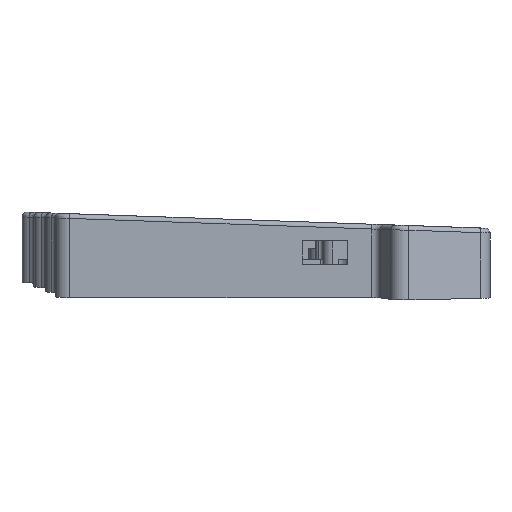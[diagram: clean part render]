
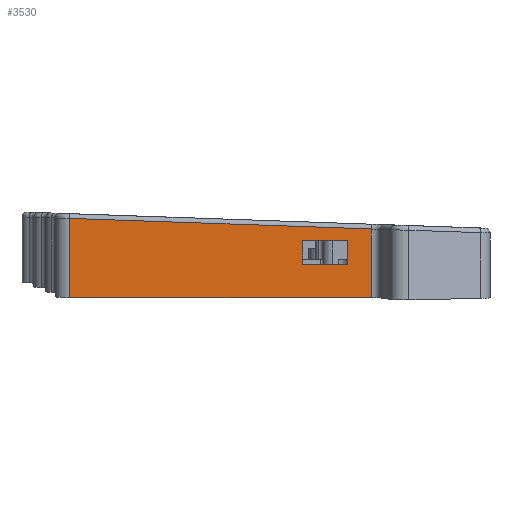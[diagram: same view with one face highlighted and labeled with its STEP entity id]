
A CAD part, left-side view. The second image highlights one B-rep face of the part: STEP entity #3530.
In plain terms, the highlighted planar face has unit normal (-1, 0, 0).
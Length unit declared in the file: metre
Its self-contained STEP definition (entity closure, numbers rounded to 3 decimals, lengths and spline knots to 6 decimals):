
#800=ORIENTED_EDGE('',*,*,#1517,.T.);
#801=ORIENTED_EDGE('',*,*,#1719,.F.);
#802=ORIENTED_EDGE('',*,*,#1720,.F.);
#803=ORIENTED_EDGE('',*,*,#1523,.T.);
#804=ORIENTED_EDGE('',*,*,#1721,.T.);
#805=ORIENTED_EDGE('',*,*,#1722,.T.);
#806=ORIENTED_EDGE('',*,*,#1716,.F.);
#807=ORIENTED_EDGE('',*,*,#1723,.F.);
#1517=EDGE_CURVE('',#2025,#2023,#2330,.T.);
#1523=EDGE_CURVE('',#2030,#2025,#2335,.T.);
#1716=EDGE_CURVE('',#2164,#2165,#2462,.T.);
#1719=EDGE_CURVE('',#2166,#2023,#2463,.T.);
#1720=EDGE_CURVE('',#2030,#2166,#2464,.T.);
#1721=EDGE_CURVE('',#2167,#2168,#2465,.T.);
#1722=EDGE_CURVE('',#2168,#2165,#2466,.T.);
#1723=EDGE_CURVE('',#2167,#2164,#2467,.T.);
#2023=VERTEX_POINT('',#5452);
#2025=VERTEX_POINT('',#5455);
#2030=VERTEX_POINT('',#5467);
#2164=VERTEX_POINT('',#5871);
#2165=VERTEX_POINT('',#5872);
#2166=VERTEX_POINT('',#5877);
#2167=VERTEX_POINT('',#5880);
#2168=VERTEX_POINT('',#5881);
#2330=LINE('',#5454,#2602);
#2335=LINE('',#5466,#2607);
#2462=LINE('',#5870,#2734);
#2463=LINE('',#5876,#2735);
#2464=LINE('',#5878,#2736);
#2465=LINE('',#5879,#2737);
#2466=LINE('',#5882,#2738);
#2467=LINE('',#5883,#2739);
#2602=VECTOR('',#4276,1.);
#2607=VECTOR('',#4285,1.);
#2734=VECTOR('',#4690,1.);
#2735=VECTOR('',#4697,1.);
#2736=VECTOR('',#4698,1.);
#2737=VECTOR('',#4699,1.);
#2738=VECTOR('',#4700,1.);
#2739=VECTOR('',#4701,1.);
#2911=EDGE_LOOP('',(#800,#801,#802,#803));
#2912=EDGE_LOOP('',(#804,#805,#806,#807));
#3186=FACE_BOUND('',#2911,.T.);
#3187=FACE_BOUND('',#2912,.T.);
#3400=PLANE('',#3868);
#3530=ADVANCED_FACE('',(#3186,#3187),#3400,.F.);
#3868=AXIS2_PLACEMENT_3D('',#5875,#4695,#4696);
#4276=DIRECTION('',(0.,0.,1.));
#4285=DIRECTION('',(0.,1.,0.));
#4690=DIRECTION('',(0.,0.,1.));
#4695=DIRECTION('',(1.,0.,0.));
#4696=DIRECTION('',(0.,0.,-1.));
#4697=DIRECTION('',(0.,1.,0.));
#4698=DIRECTION('',(0.,0.,1.));
#4699=DIRECTION('',(0.,0.,1.));
#4700=DIRECTION('',(0.,0.999,0.035));
#4701=DIRECTION('',(0.,1.,0.));
#5452=CARTESIAN_POINT('',(0.097871,-0.11255,0.));
#5454=CARTESIAN_POINT('',(0.097871,-0.11255,-0.005));
#5455=CARTESIAN_POINT('',(0.097871,-0.11255,-0.005));
#5466=CARTESIAN_POINT('',(0.097871,-0.095926,-0.005));
#5467=CARTESIAN_POINT('',(0.097871,-0.12205,-0.005));
#5870=CARTESIAN_POINT('',(0.097871,-0.063463,-0.006));
#5871=CARTESIAN_POINT('',(0.097871,-0.063463,-0.012));
#5872=CARTESIAN_POINT('',(0.097871,-0.063463,0.00465));
#5875=CARTESIAN_POINT('',(0.097871,-0.095926,-0.006));
#5876=CARTESIAN_POINT('',(0.097871,-0.095926,0.));
#5877=CARTESIAN_POINT('',(0.097871,-0.12205,0.));
#5878=CARTESIAN_POINT('',(0.097871,-0.12205,-0.005));
#5879=CARTESIAN_POINT('',(0.097871,-0.12699,0.));
#5880=CARTESIAN_POINT('',(0.097871,-0.12699,-0.012));
#5881=CARTESIAN_POINT('',(0.097871,-0.12699,0.002432));
#5882=CARTESIAN_POINT('',(0.097871,-0.063428,0.004651));
#5883=CARTESIAN_POINT('',(0.097871,-0.095926,-0.012));
